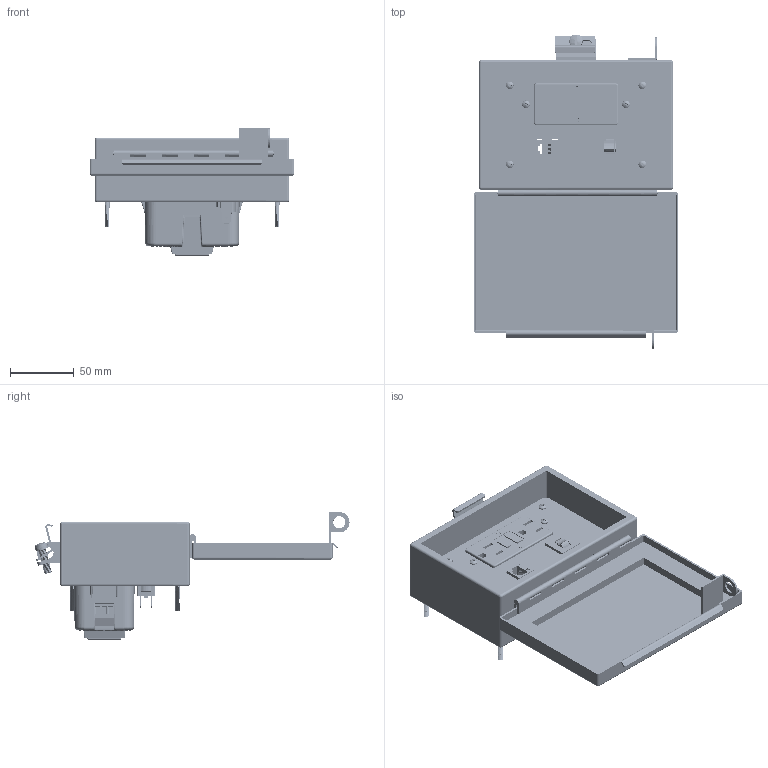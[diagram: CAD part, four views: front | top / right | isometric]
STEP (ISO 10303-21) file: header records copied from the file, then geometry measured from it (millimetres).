
FILE_DESCRIPTION (( 'STEP AP203' ), '1' );
FILE_NAME ('P-R2-M5RF3_3D.STEP', '2021-11-22T21:13:32', ( '' ), ( '' ), 'SwSTEP 2.0', 'SolidWorks 2019', '' );
FILE_SCHEMA (( 'CONFIG_CONTROL_DESIGN' ));
Length unit declared in the file: millimetre
Products named in the file (15): Z-120-RIOF-SHELL_WOE; Z-200-OTLT-RIOF-15A_WOE; Z-300-RJ45CAT5; 90272A106_ZINC-PLTD STL PAN HEAD PHILLIPS MACHINE SCREW_90272A106; P-R2-M5RF3_TP; Z-CB-SM; 92005A124_METRIC PAN HEAD PHILLIPS MACHINE SCREW_92005A124; P-R2-M5RF3_FP; P-R2-M5RF3_BP; Z-H-M5_B; RF_WOE; R2; Z-200-OTLT-GFIH-15A_sheared; CBX; P-R2-M5RF3_3D
Assembly tree (20 placements, depth 4):
  P-R2-M5RF3_3D
    P-R2-M5RF3_BP
    P-R2-M5RF3_TP
    90272A106_ZINC-PLTD STL PAN HEAD PHILLIPS MACHINE SCREW_90272A106  x2
    P-R2-M5RF3_FP
    R2
      Z-300-RJ45CAT5
    CBX
      Z-CB-SM
    92005A124_METRIC PAN HEAD PHILLIPS MACHINE SCREW_92005A124  x6
    Z-H-M5_B
    RF_WOE
      Z-200-OTLT-RIOF-15A_WOE
        Z-120-RIOF-SHELL_WOE
        Z-200-OTLT-GFIH-15A_sheared
Bounding box: 160.82 x 247.16 x 100.38 mm (x, y, z)
Volume: 346030.4 mm3; surface area: 274566.8 mm2
Topology: 35 solids, 41 shells, 5946 faces, 15709 edges, 10009 vertices
Faces by surface type: plane 2272, cylinder 2138, bspline 1236, cone 126, sphere 89, torus 85
Entity records: 255895 total; most frequent: CARTESIAN_POINT 145978, ORIENTED_EDGE 25512, DIRECTION 17677, EDGE_CURVE 12756, VERTEX_POINT 8063, VECTOR 7317, LINE 7317, EDGE_LOOP 5337
